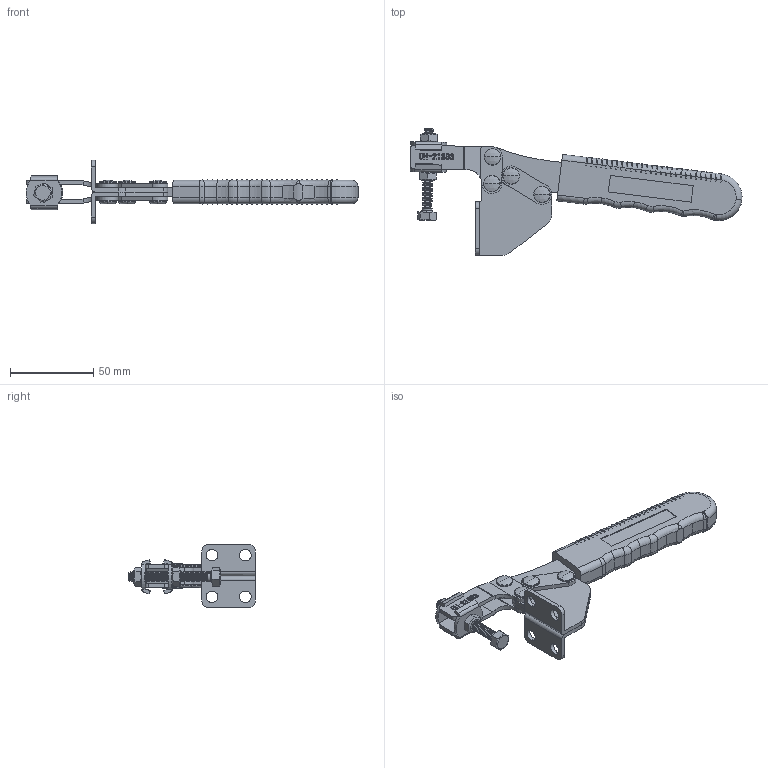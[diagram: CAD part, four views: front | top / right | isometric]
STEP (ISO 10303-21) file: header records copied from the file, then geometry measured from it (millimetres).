
FILE_DESCRIPTION (( 'STEP AP203' ), '1' );
FILE_NAME ('CH-21383.STEP', '2017-11-20T06:12:11', ( 'Windows' ), ( 'Microsoft' ), 'SwSTEP 2.0', 'SolidWorks 2015', '' );
FILE_SCHEMA (( 'CONFIG_CONTROL_DESIGN' ));
Length unit declared in the file: millimetre
Products named in the file (10): 21382-03; 21382-06; 21382-04; FW516; M6; 065010; 21382-05; 21383-01; CH-21383; 21383-02
Assembly tree (15 placements, depth 2):
  CH-21383
    21383-01
    21383-02
    21382-03
    21382-06  x4
    21382-04  x2
    FW516  x2
    M6  x2
    065010
    21382-05
Bounding box: 198.97 x 75.96 x 38 mm (x, y, z)
Volume: 63002 mm3; surface area: 39863.3 mm2
Topology: 17 solids, 17 shells, 1113 faces, 2825 edges, 1775 vertices
Faces by surface type: cylinder 370, plane 365, bspline 206, torus 114, cone 44, sphere 14
Entity records: 43352 total; most frequent: CARTESIAN_POINT 19523, ORIENTED_EDGE 4986, DIRECTION 4275, EDGE_CURVE 2493, VERTEX_POINT 1571, AXIS2_PLACEMENT_3D 1498, LINE 1279, VECTOR 1279
